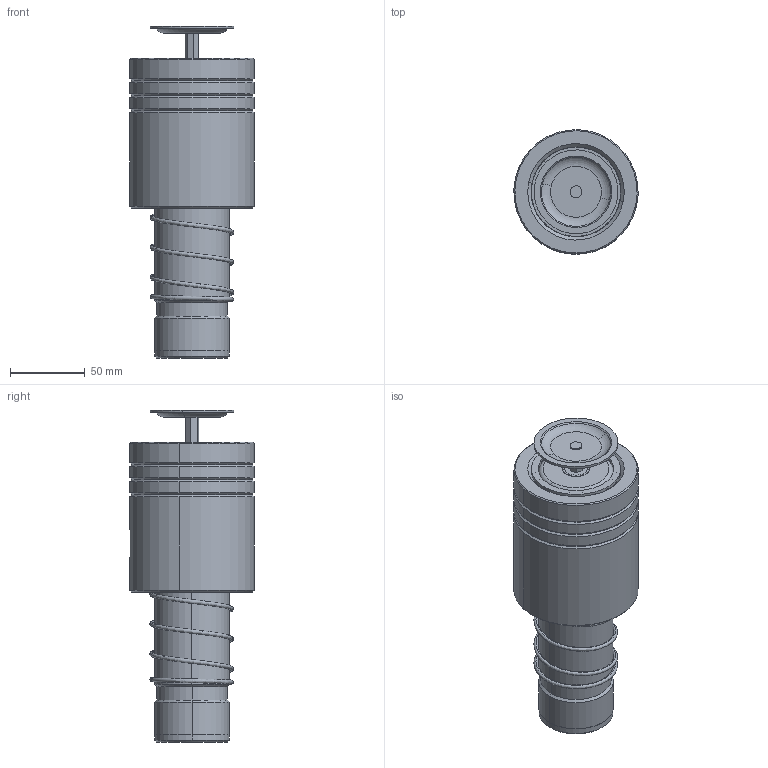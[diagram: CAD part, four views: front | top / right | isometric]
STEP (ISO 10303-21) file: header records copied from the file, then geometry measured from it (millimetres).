
FILE_DESCRIPTION (( 'STEP AP214' ), '1' );
FILE_NAME ('EMJ EMS-D50-L200(BL-100£©.STEP', '2021-09-23T06:27:27', ( '' ), ( '' ), 'SwSTEP 2.0', 'SolidWorks 2016', '' );
FILE_SCHEMA (( 'AUTOMOTIVE_DESIGN' ));
Length unit declared in the file: millimetre
Products named in the file (241): BALL-D5; BJ BS-59.5-50.5-L90郪蚾; HWP-D55.7-50.5-L70; EMJ EMS-D50-L200(BL-100）; TBB-D83-d60-L100; GTM-M16蹟簽 -; GTM-56郪蚾; BJ BS-D59.5-50.5-L90; GTM-56; GTM-3-縐种; MGM-D50-L200
Assembly tree (234 placements, depth 3):
  BALL-D5
  BALL-D5
  BALL-D5
  BALL-D5
  BALL-D5
Bounding box: 82.95 x 82.95 x 221.52 mm (x, y, z)
Volume: 715995.3 mm3; surface area: 167927.5 mm2
Topology: 227 solids, 227 shells, 1052 faces, 4385 edges, 2914 vertices
Faces by surface type: sphere 880, cylinder 54, plane 41, cone 34, torus 22, bspline 21
Entity records: 46707 total; most frequent: CARTESIAN_POINT 26713, ORIENTED_EDGE 3468, DIRECTION 3033, EDGE_CURVE 1734, AXIS2_PLACEMENT_3D 1440, VERTEX_POINT 1134, EDGE_LOOP 1060, B_SPLINE_CURVE_WITH_KNOTS 956
